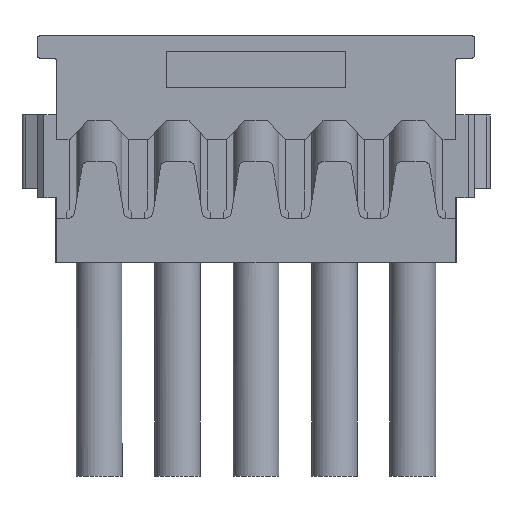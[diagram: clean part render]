
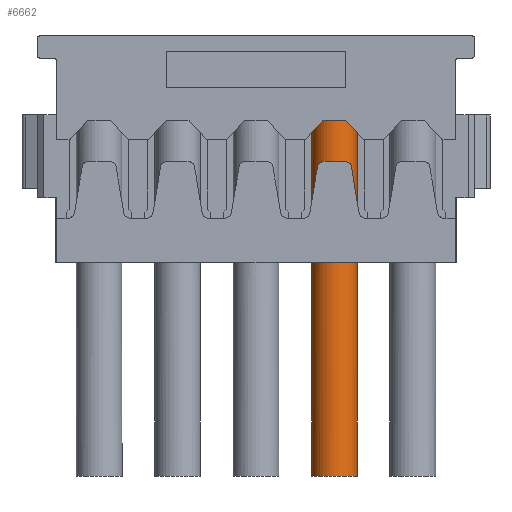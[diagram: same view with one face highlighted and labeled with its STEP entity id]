
A CAD part, top view. The second image highlights one B-rep face of the part: STEP entity #6662.
In plain terms, the highlighted cylindrical face has radius 0.35 mm (diameter 0.7 mm), a full revolution.
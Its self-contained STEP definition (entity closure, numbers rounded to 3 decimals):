
#21=CYLINDRICAL_SURFACE('',#7053,0.35);
#273=LINE('',#9661,#1186);
#1186=VECTOR('',#7766,0.35);
#1945=FACE_OUTER_BOUND('',#2297,.T.);
#2297=EDGE_LOOP('',(#4617,#4618,#4619,#4620,#4621,#4622));
#2607=CIRCLE('',#6983,0.35);
#2620=CIRCLE('',#7054,0.35);
#2621=CIRCLE('',#7055,0.35);
#2622=CIRCLE('',#7056,0.35);
#2677=VERTEX_POINT('',#9205);
#2860=VERTEX_POINT('',#9660);
#2861=VERTEX_POINT('',#9662);
#2862=VERTEX_POINT('',#9664);
#3311=EDGE_CURVE('',#2677,#2677,#2607,.T.);
#3537=EDGE_CURVE('',#2677,#2860,#273,.T.);
#3538=EDGE_CURVE('',#2860,#2861,#2620,.T.);
#3539=EDGE_CURVE('',#2861,#2862,#2621,.T.);
#3540=EDGE_CURVE('',#2862,#2860,#2622,.T.);
#4617=ORIENTED_EDGE('',*,*,#3311,.T.);
#4618=ORIENTED_EDGE('',*,*,#3537,.T.);
#4619=ORIENTED_EDGE('',*,*,#3538,.T.);
#4620=ORIENTED_EDGE('',*,*,#3539,.T.);
#4621=ORIENTED_EDGE('',*,*,#3540,.T.);
#4622=ORIENTED_EDGE('',*,*,#3537,.F.);
#6662=ADVANCED_FACE('',(#1945),#21,.T.);
#6983=AXIS2_PLACEMENT_3D('',#9206,#7423,#7424);
#7053=AXIS2_PLACEMENT_3D('',#9659,#7764,#7765);
#7054=AXIS2_PLACEMENT_3D('',#9663,#7767,#7768);
#7055=AXIS2_PLACEMENT_3D('',#9665,#7769,#7770);
#7056=AXIS2_PLACEMENT_3D('',#9666,#7771,#7772);
#7423=DIRECTION('center_axis',(0.,1.,0.));
#7424=DIRECTION('ref_axis',(1.,0.,0.));
#7764=DIRECTION('center_axis',(0.,-1.,0.));
#7765=DIRECTION('ref_axis',(1.,0.,0.));
#7766=DIRECTION('',(0.,1.,0.));
#7767=DIRECTION('center_axis',(0.,-1.,0.));
#7768=DIRECTION('ref_axis',(1.,0.,0.));
#7769=DIRECTION('center_axis',(0.,-1.,0.));
#7770=DIRECTION('ref_axis',(0.821,0.,0.571));
#7771=DIRECTION('center_axis',(0.,-1.,0.));
#7772=DIRECTION('ref_axis',(1.,0.,0.));
#9205=CARTESIAN_POINT('',(0.85,-5.,-0.07));
#9206=CARTESIAN_POINT('Origin',(1.2,-5.,-0.07));
#9659=CARTESIAN_POINT('Origin',(1.2,0.705,-0.07));
#9660=CARTESIAN_POINT('',(0.85,0.705,-0.07));
#9661=CARTESIAN_POINT('',(0.85,0.705,-0.07));
#9662=CARTESIAN_POINT('',(1.487,0.705,0.13));
#9663=CARTESIAN_POINT('Origin',(1.2,0.705,-0.07));
#9664=CARTESIAN_POINT('',(0.913,0.705,0.13));
#9665=CARTESIAN_POINT('Origin',(1.2,0.705,-0.07));
#9666=CARTESIAN_POINT('Origin',(1.2,0.705,-0.07));
